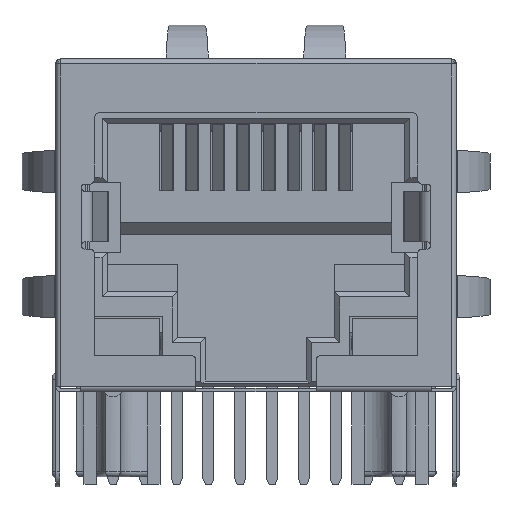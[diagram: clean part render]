
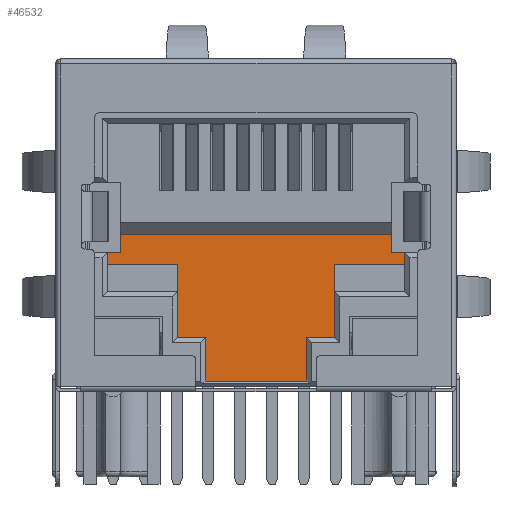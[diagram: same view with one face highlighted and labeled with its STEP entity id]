
A CAD part, front view. The second image highlights one B-rep face of the part: STEP entity #46532.
In plain terms, the highlighted planar face has unit normal (0, -1, 0).
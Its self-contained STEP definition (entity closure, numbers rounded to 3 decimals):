
#1939=ORIENTED_EDGE('',*,*,#12312,.F.);
#1940=ORIENTED_EDGE('',*,*,#12313,.T.);
#1941=ORIENTED_EDGE('',*,*,#12314,.F.);
#1942=ORIENTED_EDGE('',*,*,#12315,.F.);
#1943=ORIENTED_EDGE('',*,*,#12316,.F.);
#1944=ORIENTED_EDGE('',*,*,#12317,.F.);
#1945=ORIENTED_EDGE('',*,*,#12318,.T.);
#1946=ORIENTED_EDGE('',*,*,#12319,.T.);
#1947=ORIENTED_EDGE('',*,*,#12320,.F.);
#1948=ORIENTED_EDGE('',*,*,#12321,.T.);
#1949=ORIENTED_EDGE('',*,*,#12322,.T.);
#1950=ORIENTED_EDGE('',*,*,#12323,.T.);
#1951=ORIENTED_EDGE('',*,*,#12324,.T.);
#1952=ORIENTED_EDGE('',*,*,#12325,.T.);
#1953=ORIENTED_EDGE('',*,*,#12326,.T.);
#1954=ORIENTED_EDGE('',*,*,#12327,.T.);
#1955=ORIENTED_EDGE('',*,*,#12328,.T.);
#1956=ORIENTED_EDGE('',*,*,#12329,.T.);
#1957=ORIENTED_EDGE('',*,*,#12330,.T.);
#1958=ORIENTED_EDGE('',*,*,#12331,.F.);
#12312=EDGE_CURVE('',#17487,#17488,#20877,.T.);
#12313=EDGE_CURVE('',#17487,#17489,#20878,.T.);
#12314=EDGE_CURVE('',#17490,#17489,#20879,.T.);
#12315=EDGE_CURVE('',#17491,#17490,#20880,.T.);
#12316=EDGE_CURVE('',#17492,#17491,#20881,.T.);
#12317=EDGE_CURVE('',#17493,#17492,#20882,.T.);
#12318=EDGE_CURVE('',#17493,#17494,#20883,.T.);
#12319=EDGE_CURVE('',#17494,#17495,#20884,.T.);
#12320=EDGE_CURVE('',#17496,#17495,#20885,.T.);
#12321=EDGE_CURVE('',#17496,#17497,#20886,.T.);
#12322=EDGE_CURVE('',#17497,#17498,#20887,.T.);
#12323=EDGE_CURVE('',#17498,#17499,#20888,.T.);
#12324=EDGE_CURVE('',#17499,#17500,#20889,.T.);
#12325=EDGE_CURVE('',#17500,#17501,#20890,.T.);
#12326=EDGE_CURVE('',#17501,#17502,#20891,.T.);
#12327=EDGE_CURVE('',#17502,#17503,#20892,.T.);
#12328=EDGE_CURVE('',#17503,#17504,#20893,.T.);
#12329=EDGE_CURVE('',#17504,#17505,#20894,.T.);
#12330=EDGE_CURVE('',#17505,#17506,#20895,.T.);
#12331=EDGE_CURVE('',#17488,#17506,#20896,.T.);
#17487=VERTEX_POINT('',#60215);
#17488=VERTEX_POINT('',#60216);
#17489=VERTEX_POINT('',#60218);
#17490=VERTEX_POINT('',#60220);
#17491=VERTEX_POINT('',#60222);
#17492=VERTEX_POINT('',#60224);
#17493=VERTEX_POINT('',#60226);
#17494=VERTEX_POINT('',#60228);
#17495=VERTEX_POINT('',#60230);
#17496=VERTEX_POINT('',#60232);
#17497=VERTEX_POINT('',#60234);
#17498=VERTEX_POINT('',#60236);
#17499=VERTEX_POINT('',#60238);
#17500=VERTEX_POINT('',#60240);
#17501=VERTEX_POINT('',#60242);
#17502=VERTEX_POINT('',#60244);
#17503=VERTEX_POINT('',#60246);
#17504=VERTEX_POINT('',#60248);
#17505=VERTEX_POINT('',#60250);
#17506=VERTEX_POINT('',#60252);
#20877=LINE('',#60214,#24934);
#20878=LINE('',#60217,#24935);
#20879=LINE('',#60219,#24936);
#20880=LINE('',#60221,#24937);
#20881=LINE('',#60223,#24938);
#20882=LINE('',#60225,#24939);
#20883=LINE('',#60227,#24940);
#20884=LINE('',#60229,#24941);
#20885=LINE('',#60231,#24942);
#20886=LINE('',#60233,#24943);
#20887=LINE('',#60235,#24944);
#20888=LINE('',#60237,#24945);
#20889=LINE('',#60239,#24946);
#20890=LINE('',#60241,#24947);
#20891=LINE('',#60243,#24948);
#20892=LINE('',#60245,#24949);
#20893=LINE('',#60247,#24950);
#20894=LINE('',#60249,#24951);
#20895=LINE('',#60251,#24952);
#20896=LINE('',#60253,#24953);
#24934=VECTOR('',#51090,1000.);
#24935=VECTOR('',#51091,1000.);
#24936=VECTOR('',#51092,1000.);
#24937=VECTOR('',#51093,1000.);
#24938=VECTOR('',#51094,1000.);
#24939=VECTOR('',#51095,1000.);
#24940=VECTOR('',#51096,1000.);
#24941=VECTOR('',#51097,1000.);
#24942=VECTOR('',#51098,1000.);
#24943=VECTOR('',#51099,1000.);
#24944=VECTOR('',#51100,1000.);
#24945=VECTOR('',#51101,1000.);
#24946=VECTOR('',#51102,1000.);
#24947=VECTOR('',#51103,1000.);
#24948=VECTOR('',#51104,1000.);
#24949=VECTOR('',#51105,1000.);
#24950=VECTOR('',#51106,1000.);
#24951=VECTOR('',#51107,1000.);
#24952=VECTOR('',#51108,1000.);
#24953=VECTOR('',#51109,1000.);
#28721=EDGE_LOOP('',(#1939,#1940,#1941,#1942,#1943,#1944,#1945,#1946,#1947,
#1948,#1949,#1950,#1951,#1952,#1953,#1954,#1955,#1956,#1957,#1958));
#30590=FACE_BOUND('',#28721,.T.);
#32458=PLANE('',#48356);
#46532=ADVANCED_FACE('',(#30590),#32458,.F.);
#48356=AXIS2_PLACEMENT_3D('',#60213,#51088,#51089);
#51088=DIRECTION('',(0.,1.,0.));
#51089=DIRECTION('',(0.,0.,1.));
#51090=DIRECTION('',(-1.,0.,0.));
#51091=DIRECTION('',(0.,0.,1.));
#51092=DIRECTION('',(-1.,0.,0.));
#51093=DIRECTION('',(0.,0.,-1.));
#51094=DIRECTION('',(1.,0.,0.));
#51095=DIRECTION('',(0.,0.,-1.));
#51096=DIRECTION('',(-1.,0.,0.));
#51097=DIRECTION('',(0.,0.,-1.));
#51098=DIRECTION('',(1.,0.,0.));
#51099=DIRECTION('',(0.,0.,-1.));
#51100=DIRECTION('',(1.,0.,0.));
#51101=DIRECTION('',(0.,0.,-1.));
#51102=DIRECTION('',(1.,0.,0.));
#51103=DIRECTION('',(0.,0.,-1.));
#51104=DIRECTION('',(-1.,0.,0.));
#51105=DIRECTION('',(0.,0.,-1.));
#51106=DIRECTION('',(1.,0.,0.));
#51107=DIRECTION('',(0.,0.,1.));
#51108=DIRECTION('',(-1.,0.,0.));
#51109=DIRECTION('',(0.,0.,-1.));
#60213=CARTESIAN_POINT('',(5.95,0.911,-0.31));
#60214=CARTESIAN_POINT('',(2.025,0.911,-4.42));
#60215=CARTESIAN_POINT('',(3.15,0.911,-4.42));
#60216=CARTESIAN_POINT('',(2.025,0.911,-4.42));
#60217=CARTESIAN_POINT('',(3.15,0.911,-4.42));
#60218=CARTESIAN_POINT('',(3.15,0.911,-1.53));
#60219=CARTESIAN_POINT('',(5.95,0.911,-1.53));
#60220=CARTESIAN_POINT('',(5.95,0.911,-1.53));
#60221=CARTESIAN_POINT('',(5.95,0.911,-0.31));
#60222=CARTESIAN_POINT('',(5.95,0.911,-1.04));
#60223=CARTESIAN_POINT('',(5.95,0.911,-1.04));
#60224=CARTESIAN_POINT('',(5.425,0.911,-1.04));
#60225=CARTESIAN_POINT('',(5.425,0.911,1.76));
#60226=CARTESIAN_POINT('',(5.425,0.911,-0.31));
#60227=CARTESIAN_POINT('',(5.95,0.911,-0.31));
#60228=CARTESIAN_POINT('',(-5.425,0.911,-0.31));
#60229=CARTESIAN_POINT('',(-5.425,0.911,1.76));
#60230=CARTESIAN_POINT('',(-5.425,0.911,-1.04));
#60231=CARTESIAN_POINT('',(-6.725,0.911,-1.04));
#60232=CARTESIAN_POINT('',(-5.95,0.911,-1.04));
#60233=CARTESIAN_POINT('',(-5.95,0.911,-0.31));
#60234=CARTESIAN_POINT('',(-5.95,0.911,-1.53));
#60235=CARTESIAN_POINT('',(-5.95,0.911,-1.53));
#60236=CARTESIAN_POINT('',(-3.15,0.911,-1.53));
#60237=CARTESIAN_POINT('',(-3.15,0.911,-1.53));
#60238=CARTESIAN_POINT('',(-3.15,0.911,-4.42));
#60239=CARTESIAN_POINT('',(-2.025,0.911,-4.42));
#60240=CARTESIAN_POINT('',(-2.025,0.911,-4.42));
#60241=CARTESIAN_POINT('',(-2.025,0.911,-5.8));
#60242=CARTESIAN_POINT('',(-2.025,0.911,-5.8));
#60243=CARTESIAN_POINT('',(2.03,0.911,-5.8));
#60244=CARTESIAN_POINT('',(-2.03,0.911,-5.8));
#60245=CARTESIAN_POINT('',(-2.03,0.911,-5.8));
#60246=CARTESIAN_POINT('',(-2.03,0.911,-6.17));
#60247=CARTESIAN_POINT('',(-2.03,0.911,-6.17));
#60248=CARTESIAN_POINT('',(2.03,0.911,-6.17));
#60249=CARTESIAN_POINT('',(2.03,0.911,-6.17));
#60250=CARTESIAN_POINT('',(2.03,0.911,-5.8));
#60251=CARTESIAN_POINT('',(2.03,0.911,-5.8));
#60252=CARTESIAN_POINT('',(2.025,0.911,-5.8));
#60253=CARTESIAN_POINT('',(2.025,0.911,-5.8));
